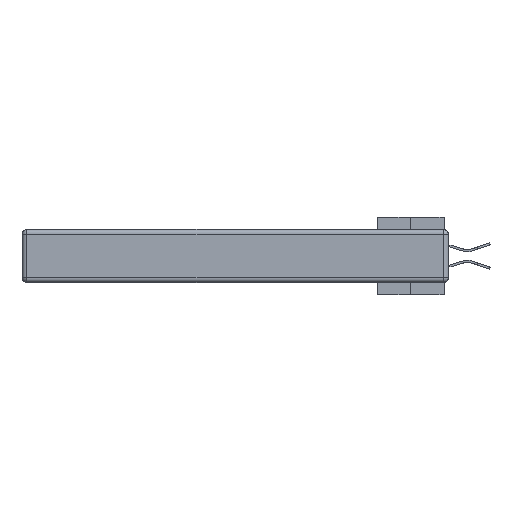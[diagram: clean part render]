
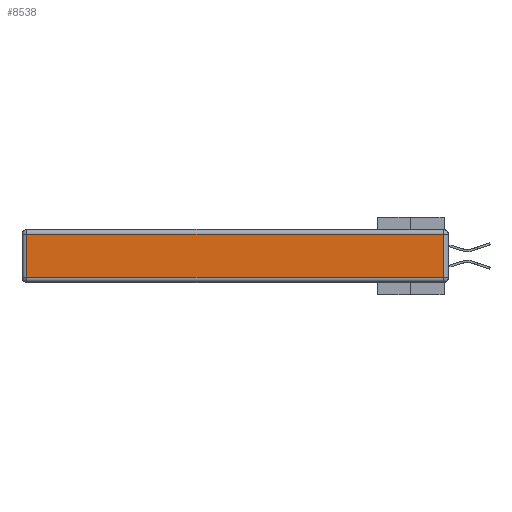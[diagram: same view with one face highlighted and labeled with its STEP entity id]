
A CAD part, left-side view. The second image highlights one B-rep face of the part: STEP entity #8538.
In plain terms, the highlighted planar face has unit normal (-1, 0, 0).
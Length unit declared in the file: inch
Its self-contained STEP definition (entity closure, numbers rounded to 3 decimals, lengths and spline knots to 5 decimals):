
#1141 = ORIENTED_EDGE ( 'NONE', *, *, #25743, .T. ) ;
#3703 = DIRECTION ( 'NONE',  ( 0., 0., 1. ) ) ;
#4425 = FACE_OUTER_BOUND ( 'NONE', #21318, .T. ) ;
#5855 = CARTESIAN_POINT ( 'NONE',  ( 0., 0., -0.313 ) ) ;
#6448 = EDGE_CURVE ( 'NONE', #6637, #37686, #39084, .T. ) ;
#6637 = VERTEX_POINT ( 'NONE', #19219 ) ;
#8538 = ADVANCED_FACE ( 'NONE', ( #4425 ), #21609, .T. ) ;
#11786 = VECTOR ( 'NONE', #3703, 39.37008 ) ;
#12247 = VERTEX_POINT ( 'NONE', #43722 ) ;
#13924 = DIRECTION ( 'NONE',  ( -1., 0., 0. ) ) ;
#15805 = DIRECTION ( 'NONE',  ( 0., 1., 0. ) ) ;
#17528 = CARTESIAN_POINT ( 'NONE',  ( 0., 0., -0.343 ) ) ;
#19219 = CARTESIAN_POINT ( 'NONE',  ( 0., 0.03, -0.03 ) ) ;
#21274 = LINE ( 'NONE', #28120, #11786 ) ;
#21318 = EDGE_LOOP ( 'NONE', ( #1141, #31266, #38703, #45662 ) ) ;
#21609 = PLANE ( 'NONE',  #44029 ) ;
#23863 = DIRECTION ( 'NONE',  ( 0., -1., 0. ) ) ;
#23918 = VECTOR ( 'NONE', #31625, 39.37008 ) ;
#24620 = CARTESIAN_POINT ( 'NONE',  ( 0., 2.72, -0.343 ) ) ;
#24958 = CARTESIAN_POINT ( 'NONE',  ( 0., 2.72, -0.03 ) ) ;
#25049 = LINE ( 'NONE', #24620, #23918 ) ;
#25743 = EDGE_CURVE ( 'NONE', #12247, #27946, #34418, .T. ) ;
#27946 = VERTEX_POINT ( 'NONE', #32337 ) ;
#28120 = CARTESIAN_POINT ( 'NONE',  ( 0., 0.03, -0.343 ) ) ;
#28301 = DIRECTION ( 'NONE',  ( 0., 0., 1. ) ) ;
#31266 = ORIENTED_EDGE ( 'NONE', *, *, #32275, .T. ) ;
#31625 = DIRECTION ( 'NONE',  ( 0., 0., -1. ) ) ;
#32275 = EDGE_CURVE ( 'NONE', #27946, #6637, #21274, .T. ) ;
#32337 = CARTESIAN_POINT ( 'NONE',  ( 0., 0.03, -0.313 ) ) ;
#33330 = VECTOR ( 'NONE', #23863, 39.37008 ) ;
#34128 = VECTOR ( 'NONE', #15805, 39.37008 ) ;
#34418 = LINE ( 'NONE', #5855, #33330 ) ;
#34424 = EDGE_CURVE ( 'NONE', #37686, #12247, #25049, .T. ) ;
#37686 = VERTEX_POINT ( 'NONE', #24958 ) ;
#38703 = ORIENTED_EDGE ( 'NONE', *, *, #6448, .T. ) ;
#39084 = LINE ( 'NONE', #43642, #34128 ) ;
#43642 = CARTESIAN_POINT ( 'NONE',  ( 0., 2.75, -0.03 ) ) ;
#43722 = CARTESIAN_POINT ( 'NONE',  ( 0., 2.72, -0.313 ) ) ;
#44029 = AXIS2_PLACEMENT_3D ( 'NONE', #17528, #13924, #28301 ) ;
#45662 = ORIENTED_EDGE ( 'NONE', *, *, #34424, .T. ) ;
